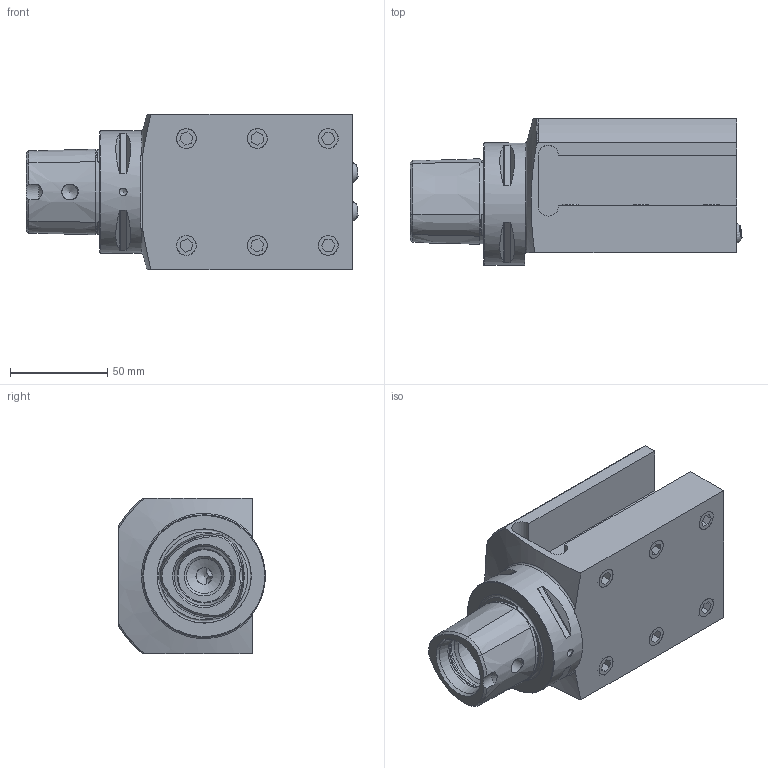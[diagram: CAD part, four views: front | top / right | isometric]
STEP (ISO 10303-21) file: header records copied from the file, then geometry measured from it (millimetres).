
FILE_DESCRIPTION (( 'STEP AP214' ), '1' );
FILE_NAME ('PS6.V25.L21.130.STEP', '2020-08-06T10:24:13', ( '' ), ( '' ), 'SwSTEP 2.0', 'SolidWorks 2017', '' );
FILE_SCHEMA (( 'AUTOMOTIVE_DESIGN' ));
Length unit declared in the file: millimetre
Products named in the file (6): ISO 4026 - M12 x 25; KU1-U14.001.012_2; PS6-V25.L21.130_A; PS6.V25.L21.130; KU1-U14.001.012; KU1-U14.001.012_1
Assembly tree (11 placements, depth 3):
  PS6.V25.L21.130
    PS6-V25.L21.130_A
    ISO 4026 - M12 x 25  x6
    KU1-U14.001.012  x2
      KU1-U14.001.012_1
      KU1-U14.001.012_2
Bounding box: 170.81 x 75.5 x 80 mm (x, y, z)
Volume: 530195.6 mm3; surface area: 83060.9 mm2
Topology: 11 solids, 11 shells, 218 faces, 520 edges, 332 vertices
Faces by surface type: plane 94, cone 55, cylinder 48, torus 17, sphere 4
Full cylindrical faces by diameter (mm): 2 x1, 4 x1, 5 x4, 8.1 x2, 8.4 x1, 10 x2, 10.2 x6, 12 x6, 14 x4, 18 x1, 28 x2, 32 x1, 63 x1
Entity records: 5057 total; most frequent: CARTESIAN_POINT 1521, DIRECTION 670, ORIENTED_EDGE 608, EDGE_CURVE 304, AXIS2_PLACEMENT_3D 285, EDGE_LOOP 222, VERTEX_POINT 216, FACE_OUTER_BOUND 179
